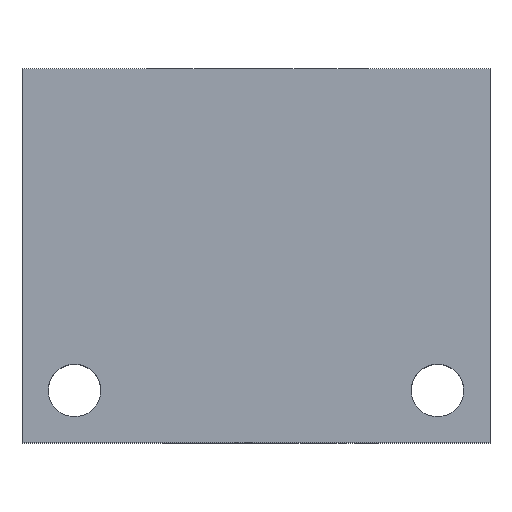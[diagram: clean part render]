
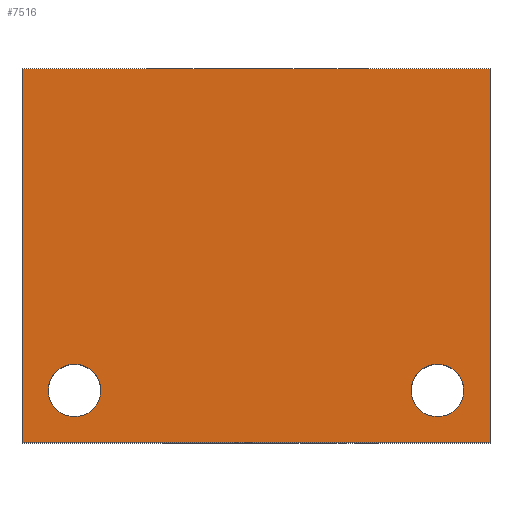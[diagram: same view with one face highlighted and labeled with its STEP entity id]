
A CAD part, top view. The second image highlights one B-rep face of the part: STEP entity #7516.
In plain terms, the highlighted planar face has unit normal (0, 0, 1).
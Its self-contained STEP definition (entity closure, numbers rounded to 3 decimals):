
#61=CIRCLE('',#7808,3.569);
#63=CIRCLE('',#7811,3.569);
#549=FACE_BOUND('',#1366,.T.);
#550=FACE_BOUND('',#1367,.T.);
#939=FACE_OUTER_BOUND('',#1365,.T.);
#1365=EDGE_LOOP('',(#6563,#6564,#6565,#6566));
#1366=EDGE_LOOP('',(#6567));
#1367=EDGE_LOOP('',(#6568));
#1750=LINE('',#10005,#2459);
#2074=LINE('',#13053,#2783);
#2077=LINE('',#13057,#2786);
#2079=LINE('',#13061,#2788);
#2459=VECTOR('',#8466,10.);
#2783=VECTOR('',#9082,10.);
#2786=VECTOR('',#9087,10.);
#2788=VECTOR('',#9093,10.);
#3053=VERTEX_POINT('',#10002);
#3054=VERTEX_POINT('',#10004);
#3465=VERTEX_POINT('',#13035);
#3467=VERTEX_POINT('',#13041);
#3471=VERTEX_POINT('',#13050);
#3472=VERTEX_POINT('',#13052);
#3868=EDGE_CURVE('',#3054,#3053,#1750,.T.);
#4493=EDGE_CURVE('',#3465,#3465,#61,.T.);
#4496=EDGE_CURVE('',#3467,#3467,#63,.T.);
#4501=EDGE_CURVE('',#3472,#3471,#2074,.T.);
#4504=EDGE_CURVE('',#3053,#3472,#2077,.T.);
#4506=EDGE_CURVE('',#3471,#3054,#2079,.T.);
#6563=ORIENTED_EDGE('',*,*,#4506,.T.);
#6564=ORIENTED_EDGE('',*,*,#3868,.T.);
#6565=ORIENTED_EDGE('',*,*,#4504,.T.);
#6566=ORIENTED_EDGE('',*,*,#4501,.T.);
#6567=ORIENTED_EDGE('',*,*,#4493,.T.);
#6568=ORIENTED_EDGE('',*,*,#4496,.T.);
#6789=PLANE('',#7817);
#7516=ADVANCED_FACE('',(#939,#549,#550),#6789,.T.);
#7808=AXIS2_PLACEMENT_3D('',#13036,#9066,#9067);
#7811=AXIS2_PLACEMENT_3D('',#13042,#9073,#9074);
#7817=AXIS2_PLACEMENT_3D('',#13062,#9094,#9095);
#8466=DIRECTION('',(0.,1.,0.));
#9066=DIRECTION('center_axis',(0.,0.,-1.));
#9067=DIRECTION('ref_axis',(1.,0.,0.));
#9073=DIRECTION('center_axis',(0.,0.,-1.));
#9074=DIRECTION('ref_axis',(1.,0.,0.));
#9082=DIRECTION('',(0.,-1.,0.));
#9087=DIRECTION('',(-1.,0.,0.));
#9093=DIRECTION('',(1.,0.,0.));
#9094=DIRECTION('center_axis',(0.,0.,1.));
#9095=DIRECTION('ref_axis',(1.,0.,0.));
#10002=CARTESIAN_POINT('',(63.5,50.8,38.1));
#10004=CARTESIAN_POINT('',(63.5,0.,38.1));
#10005=CARTESIAN_POINT('',(63.5,0.,38.1));
#13035=CARTESIAN_POINT('',(3.569,7.137,38.1));
#13036=CARTESIAN_POINT('Origin',(7.137,7.137,38.1));
#13041=CARTESIAN_POINT('',(52.794,7.137,38.1));
#13042=CARTESIAN_POINT('Origin',(56.363,7.137,38.1));
#13050=CARTESIAN_POINT('',(0.,0.,38.1));
#13052=CARTESIAN_POINT('',(0.,50.8,38.1));
#13053=CARTESIAN_POINT('',(0.,50.8,38.1));
#13057=CARTESIAN_POINT('',(63.5,50.8,38.1));
#13061=CARTESIAN_POINT('',(0.,0.,38.1));
#13062=CARTESIAN_POINT('Origin',(31.75,25.4,38.1));
